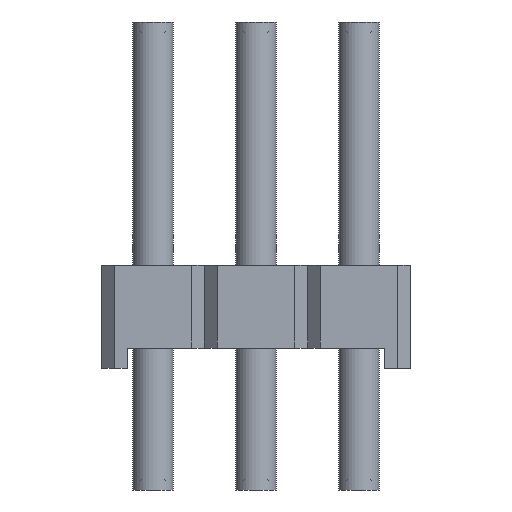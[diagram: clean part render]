
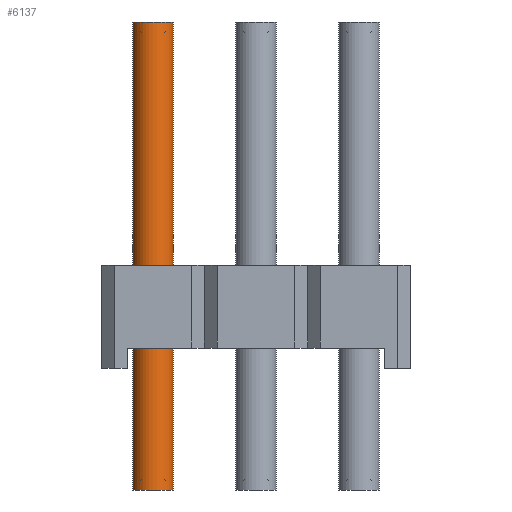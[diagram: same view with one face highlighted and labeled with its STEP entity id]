
A CAD part, left-side view. The second image highlights one B-rep face of the part: STEP entity #6137.
In plain terms, the highlighted cylindrical face has radius 0.5 mm (diameter 1 mm), a full revolution.
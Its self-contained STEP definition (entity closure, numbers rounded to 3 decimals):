
#131=CIRCLE('',#6498,0.5);
#132=CIRCLE('',#6499,0.5);
#360=CYLINDRICAL_SURFACE('',#6497,0.5);
#581=ORIENTED_EDGE('',*,*,#2359,.F.);
#582=ORIENTED_EDGE('',*,*,#2360,.T.);
#2359=EDGE_CURVE('',#3257,#3257,#131,.T.);
#2360=EDGE_CURVE('',#3258,#3258,#132,.T.);
#3257=VERTEX_POINT('',#8959);
#3258=VERTEX_POINT('',#8961);
#5213=EDGE_LOOP('',(#581));
#5214=EDGE_LOOP('',(#582));
#5577=FACE_BOUND('',#5213,.T.);
#5578=FACE_BOUND('',#5214,.T.);
#6137=ADVANCED_FACE('',(#5577,#5578),#360,.F.);
#6497=AXIS2_PLACEMENT_3D('',#8957,#7136,#7137);
#6498=AXIS2_PLACEMENT_3D('',#8958,#7138,#7139);
#6499=AXIS2_PLACEMENT_3D('',#8960,#7140,#7141);
#7136=DIRECTION('',(0.,0.,1.));
#7137=DIRECTION('',(1.,0.,0.));
#7138=DIRECTION('',(0.,0.,-1.));
#7139=DIRECTION('',(1.,0.,0.));
#7140=DIRECTION('',(0.,0.,-1.));
#7141=DIRECTION('',(1.,0.,0.));
#8957=CARTESIAN_POINT('',(0.,0.,0.));
#8958=CARTESIAN_POINT('',(0.,0.,11.54));
#8959=CARTESIAN_POINT('',(0.5,0.,11.54));
#8960=CARTESIAN_POINT('',(0.,0.,0.));
#8961=CARTESIAN_POINT('',(0.5,0.,0.));
